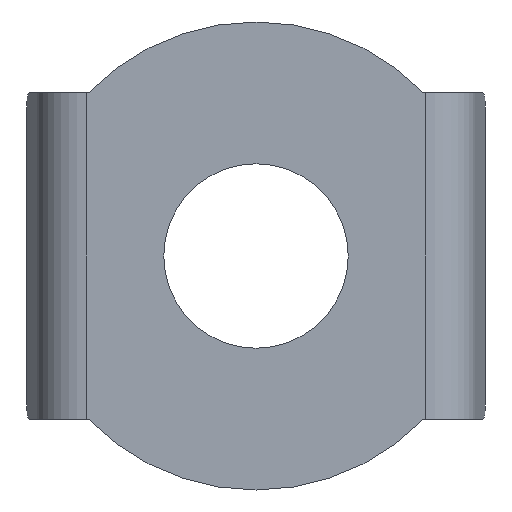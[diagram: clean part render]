
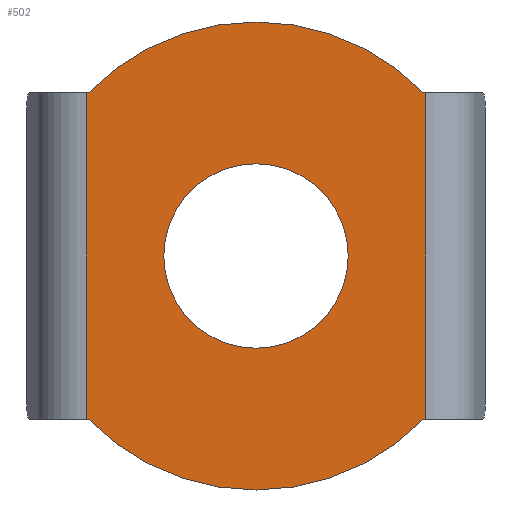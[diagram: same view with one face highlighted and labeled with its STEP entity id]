
A CAD part, front view. The second image highlights one B-rep face of the part: STEP entity #502.
In plain terms, the highlighted planar face has unit normal (0, -1, 0).
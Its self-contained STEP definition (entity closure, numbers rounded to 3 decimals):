
#16=FACE_BOUND('',#85,.T.);
#26=PLANE('',#568);
#52=FACE_OUTER_BOUND('',#84,.T.);
#84=EDGE_LOOP('',(#403,#404,#405,#406,#407,#408,#409,#410));
#85=EDGE_LOOP('',(#411));
#123=LINE('',#820,#172);
#128=LINE('',#829,#177);
#133=LINE('',#846,#182);
#135=LINE('',#852,#184);
#136=LINE('',#854,#185);
#137=LINE('',#856,#186);
#172=VECTOR('',#661,10.);
#177=VECTOR('',#670,10.);
#182=VECTOR('',#685,10.);
#184=VECTOR('',#691,10.);
#185=VECTOR('',#692,10.);
#186=VECTOR('',#693,10.);
#214=CIRCLE('',#569,16.5);
#215=CIRCLE('',#570,16.5);
#216=CIRCLE('',#571,6.5);
#241=VERTEX_POINT('',#804);
#244=VERTEX_POINT('',#812);
#248=VERTEX_POINT('',#827);
#255=VERTEX_POINT('',#845);
#256=VERTEX_POINT('',#849);
#257=VERTEX_POINT('',#851);
#258=VERTEX_POINT('',#853);
#259=VERTEX_POINT('',#855);
#260=VERTEX_POINT('',#858);
#297=EDGE_CURVE('',#244,#241,#123,.T.);
#302=EDGE_CURVE('',#241,#248,#128,.T.);
#310=EDGE_CURVE('',#255,#244,#133,.T.);
#312=EDGE_CURVE('',#248,#256,#214,.T.);
#313=EDGE_CURVE('',#256,#257,#135,.T.);
#314=EDGE_CURVE('',#257,#258,#136,.T.);
#315=EDGE_CURVE('',#258,#259,#137,.T.);
#316=EDGE_CURVE('',#259,#255,#215,.T.);
#317=EDGE_CURVE('',#260,#260,#216,.T.);
#403=ORIENTED_EDGE('',*,*,#297,.T.);
#404=ORIENTED_EDGE('',*,*,#302,.T.);
#405=ORIENTED_EDGE('',*,*,#312,.T.);
#406=ORIENTED_EDGE('',*,*,#313,.T.);
#407=ORIENTED_EDGE('',*,*,#314,.T.);
#408=ORIENTED_EDGE('',*,*,#315,.T.);
#409=ORIENTED_EDGE('',*,*,#316,.T.);
#410=ORIENTED_EDGE('',*,*,#310,.T.);
#411=ORIENTED_EDGE('',*,*,#317,.T.);
#502=ADVANCED_FACE('',(#52,#16),#26,.F.);
#568=AXIS2_PLACEMENT_3D('',#848,#687,#688);
#569=AXIS2_PLACEMENT_3D('',#850,#689,#690);
#570=AXIS2_PLACEMENT_3D('',#857,#694,#695);
#571=AXIS2_PLACEMENT_3D('',#859,#696,#697);
#661=DIRECTION('',(0.,0.,-1.));
#670=DIRECTION('',(1.,0.,0.));
#685=DIRECTION('',(-1.,0.,0.));
#687=DIRECTION('center_axis',(0.,1.,0.));
#688=DIRECTION('ref_axis',(0.,0.,1.));
#689=DIRECTION('center_axis',(0.,-1.,0.));
#690=DIRECTION('ref_axis',(-0.717,0.,0.697));
#691=DIRECTION('',(1.,0.,0.));
#692=DIRECTION('',(0.,0.,1.));
#693=DIRECTION('',(-1.,0.,0.));
#694=DIRECTION('center_axis',(0.,-1.,0.));
#695=DIRECTION('ref_axis',(0.717,0.,-0.697));
#696=DIRECTION('center_axis',(0.,1.,0.));
#697=DIRECTION('ref_axis',(1.,0.,0.));
#804=CARTESIAN_POINT('',(-11.979,0.,-11.5));
#812=CARTESIAN_POINT('',(-11.979,0.,11.5));
#820=CARTESIAN_POINT('',(-11.979,0.,5.75));
#827=CARTESIAN_POINT('',(-11.832,0.,-11.5));
#829=CARTESIAN_POINT('',(-18.8,0.,-11.5));
#845=CARTESIAN_POINT('',(-11.832,0.,11.5));
#846=CARTESIAN_POINT('',(-11.832,0.,11.5));
#848=CARTESIAN_POINT('Origin',(0.,0.,0.));
#849=CARTESIAN_POINT('',(11.832,0.,-11.5));
#850=CARTESIAN_POINT('Origin',(0.,0.,0.));
#851=CARTESIAN_POINT('',(11.979,0.,-11.5));
#852=CARTESIAN_POINT('',(11.832,0.,-11.5));
#853=CARTESIAN_POINT('',(11.979,0.,11.5));
#854=CARTESIAN_POINT('',(11.979,0.,-5.75));
#855=CARTESIAN_POINT('',(11.832,0.,11.5));
#856=CARTESIAN_POINT('',(18.8,0.,11.5));
#857=CARTESIAN_POINT('Origin',(0.,0.,0.));
#858=CARTESIAN_POINT('',(-6.5,0.,0.));
#859=CARTESIAN_POINT('Origin',(0.,0.,0.));
